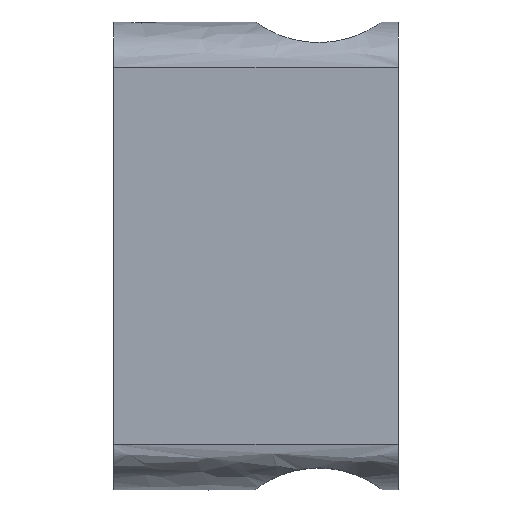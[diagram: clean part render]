
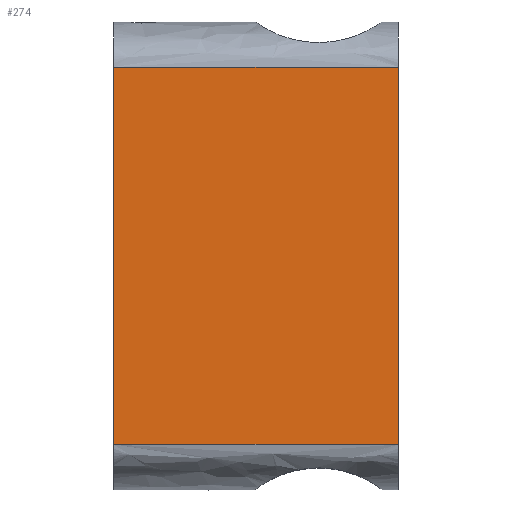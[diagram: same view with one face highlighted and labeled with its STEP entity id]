
A CAD part, top view. The second image highlights one B-rep face of the part: STEP entity #274.
In plain terms, the highlighted planar face has unit normal (0, 0, 1).
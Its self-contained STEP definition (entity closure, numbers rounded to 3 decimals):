
#21 = EDGE_CURVE('',#22,#24,#26,.T.);
#22 = VERTEX_POINT('',#23);
#23 = CARTESIAN_POINT('',(25.7,-9.,20.));
#24 = VERTEX_POINT('',#25);
#25 = CARTESIAN_POINT('',(-14.3,-9.,20.));
#26 = LINE('',#27,#28);
#27 = CARTESIAN_POINT('',(25.7,-9.,20.));
#28 = VECTOR('',#29,1.);
#29 = DIRECTION('',(-1.,-0.,-0.));
#274 = ADVANCED_FACE('',(#275),#300,.F.);
#275 = FACE_BOUND('',#276,.F.);
#276 = EDGE_LOOP('',(#277,#278,#286,#294));
#277 = ORIENTED_EDGE('',*,*,#21,.T.);
#278 = ORIENTED_EDGE('',*,*,#279,.T.);
#279 = EDGE_CURVE('',#24,#280,#282,.T.);
#280 = VERTEX_POINT('',#281);
#281 = CARTESIAN_POINT('',(-14.3,44.,20.));
#282 = LINE('',#283,#284);
#283 = CARTESIAN_POINT('',(-14.3,-9.,20.));
#284 = VECTOR('',#285,1.);
#285 = DIRECTION('',(0.,1.,0.));
#286 = ORIENTED_EDGE('',*,*,#287,.F.);
#287 = EDGE_CURVE('',#288,#280,#290,.T.);
#288 = VERTEX_POINT('',#289);
#289 = CARTESIAN_POINT('',(25.7,44.,20.));
#290 = LINE('',#291,#292);
#291 = CARTESIAN_POINT('',(25.7,44.,20.));
#292 = VECTOR('',#293,1.);
#293 = DIRECTION('',(-1.,-0.,-0.));
#294 = ORIENTED_EDGE('',*,*,#295,.F.);
#295 = EDGE_CURVE('',#22,#288,#296,.T.);
#296 = LINE('',#297,#298);
#297 = CARTESIAN_POINT('',(25.7,-9.,20.));
#298 = VECTOR('',#299,1.);
#299 = DIRECTION('',(0.,1.,0.));
#300 = PLANE('',#301);
#301 = AXIS2_PLACEMENT_3D('',#302,#303,#304);
#302 = CARTESIAN_POINT('',(25.7,-9.,20.));
#303 = DIRECTION('',(0.,0.,-1.));
#304 = DIRECTION('',(0.,1.,0.));
